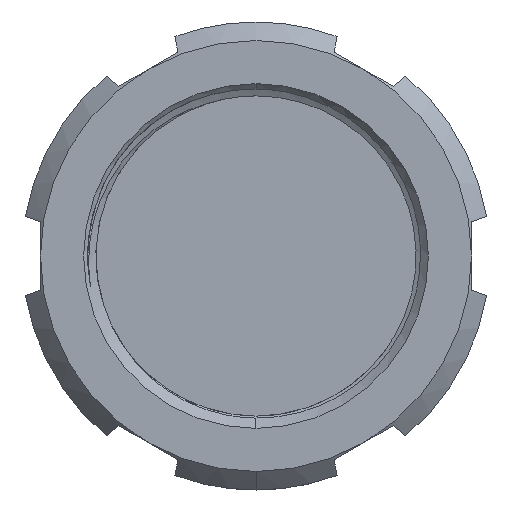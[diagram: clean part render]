
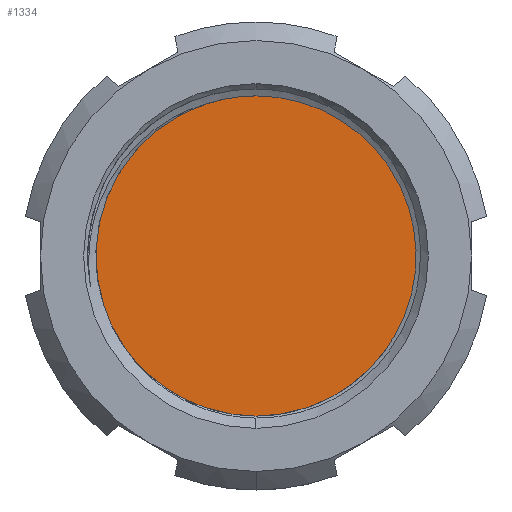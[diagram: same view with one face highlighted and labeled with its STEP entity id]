
A CAD part, left-side view. The second image highlights one B-rep face of the part: STEP entity #1334.
In plain terms, the highlighted planar face has unit normal (-1, 0, 0).
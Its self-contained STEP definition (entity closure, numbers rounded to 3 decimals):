
#197 = DIRECTION ( 'NONE',  ( -1., 0., 0. ) ) ;
#624 = FACE_OUTER_BOUND ( 'NONE', #2089, .T. ) ;
#918 = DIRECTION ( 'NONE',  ( 0., 0., -1. ) ) ;
#1296 = CARTESIAN_POINT ( 'NONE',  ( 5.38, 0., 0. ) ) ;
#1334 = ADVANCED_FACE ( 'NONE', ( #624 ), #2507, .F. ) ;
#1555 = ORIENTED_EDGE ( 'NONE', *, *, #3510, .T. ) ;
#1633 = VERTEX_POINT ( 'NONE', #3131 ) ;
#1675 = AXIS2_PLACEMENT_3D ( 'NONE', #1296, #2251, #3536 ) ;
#1861 = AXIS2_PLACEMENT_3D ( 'NONE', #2408, #197, #2109 ) ;
#1927 = DIRECTION ( 'NONE',  ( 1., 0., 0. ) ) ;
#2089 = EDGE_LOOP ( 'NONE', ( #1555, #3241 ) ) ;
#2109 = DIRECTION ( 'NONE',  ( 0., 0., 1. ) ) ;
#2251 = DIRECTION ( 'NONE',  ( -1., 0., 0. ) ) ;
#2408 = CARTESIAN_POINT ( 'NONE',  ( 5.38, 0., 0. ) ) ;
#2507 = PLANE ( 'NONE',  #3566 ) ;
#2531 = CARTESIAN_POINT ( 'NONE',  ( 5.38, 0., 13.5 ) ) ;
#2680 = CIRCLE ( 'NONE', #1861, 13.5 ) ;
#3131 = CARTESIAN_POINT ( 'NONE',  ( 5.38, 0., -13.5 ) ) ;
#3160 = CIRCLE ( 'NONE', #1675, 13.5 ) ;
#3167 = CARTESIAN_POINT ( 'NONE',  ( 5.38, 13.5, 0. ) ) ;
#3241 = ORIENTED_EDGE ( 'NONE', *, *, #3319, .T. ) ;
#3319 = EDGE_CURVE ( 'NONE', #1633, #3776, #3160, .T. ) ;
#3510 = EDGE_CURVE ( 'NONE', #3776, #1633, #2680, .T. ) ;
#3536 = DIRECTION ( 'NONE',  ( 0., 0., 1. ) ) ;
#3566 = AXIS2_PLACEMENT_3D ( 'NONE', #3167, #1927, #918 ) ;
#3776 = VERTEX_POINT ( 'NONE', #2531 ) ;
